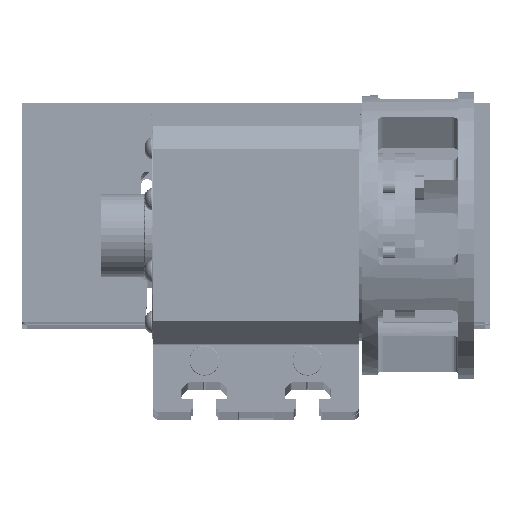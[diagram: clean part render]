
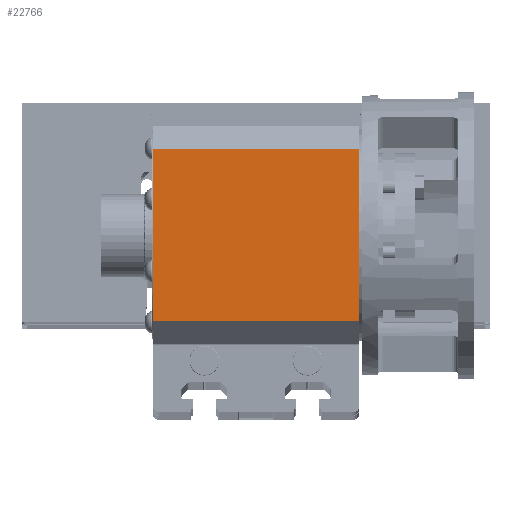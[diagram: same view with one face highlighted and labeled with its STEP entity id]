
A CAD part, top view. The second image highlights one B-rep face of the part: STEP entity #22766.
In plain terms, the highlighted face is planar.
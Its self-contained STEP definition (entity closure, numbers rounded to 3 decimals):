
#10733 = DIRECTION ( 'NONE',  ( 1., 0., 0. ) ) ;
#15000 = EDGE_CURVE ( 'NONE', #81350, #89671, #65782, .T. ) ;
#16860 = VECTOR ( 'NONE', #10733, 1000. ) ;
#21695 = ORIENTED_EDGE ( 'NONE', *, *, #158072, .F. ) ;
#22766 = ADVANCED_FACE ( 'NONE', ( #71567 ), #28248, .T. ) ;
#22803 = EDGE_CURVE ( 'NONE', #155862, #136000, #24700, .T. ) ;
#24700 = LINE ( 'NONE', #43528, #137184 ) ;
#26921 = VECTOR ( 'NONE', #132397, 1000. ) ;
#28248 = PLANE ( 'NONE',  #123051 ) ;
#43528 = CARTESIAN_POINT ( 'NONE',  ( 19.13, -155.138, -90. ) ) ;
#46768 = EDGE_LOOP ( 'NONE', ( #21695, #60750, #147563, #112953 ) ) ;
#50561 = CARTESIAN_POINT ( 'NONE',  ( 19.13, -155.138, 0. ) ) ;
#60750 = ORIENTED_EDGE ( 'NONE', *, *, #15000, .F. ) ;
#65782 = LINE ( 'NONE', #50561, #16860 ) ;
#65819 = DIRECTION ( 'NONE',  ( 0., 0., -1. ) ) ;
#69400 = CARTESIAN_POINT ( 'NONE',  ( -18.37, -155.138, 0. ) ) ;
#71567 = FACE_OUTER_BOUND ( 'NONE', #46768, .T. ) ;
#80994 = VECTOR ( 'NONE', #65819, 1000. ) ;
#81350 = VERTEX_POINT ( 'NONE', #69400 ) ;
#89671 = VERTEX_POINT ( 'NONE', #162787 ) ;
#94943 = DIRECTION ( 'NONE',  ( 0., -1., 0. ) ) ;
#108155 = DIRECTION ( 'NONE',  ( 1., 0., 0. ) ) ;
#112953 = ORIENTED_EDGE ( 'NONE', *, *, #22803, .T. ) ;
#118185 = CARTESIAN_POINT ( 'NONE',  ( 56.63, -155.138, 0. ) ) ;
#123051 = AXIS2_PLACEMENT_3D ( 'NONE', #133759, #94943, #108155 ) ;
#124816 = CARTESIAN_POINT ( 'NONE',  ( -18.37, -155.138, -90. ) ) ;
#129987 = LINE ( 'NONE', #156660, #80994 ) ;
#132397 = DIRECTION ( 'NONE',  ( 0., 0., -1. ) ) ;
#133759 = CARTESIAN_POINT ( 'NONE',  ( 66.63, -155.138, 0. ) ) ;
#134530 = EDGE_CURVE ( 'NONE', #81350, #155862, #129987, .T. ) ;
#134884 = DIRECTION ( 'NONE',  ( 1., 0., 0. ) ) ;
#136000 = VERTEX_POINT ( 'NONE', #157928 ) ;
#137184 = VECTOR ( 'NONE', #134884, 1000. ) ;
#147563 = ORIENTED_EDGE ( 'NONE', *, *, #134530, .T. ) ;
#155862 = VERTEX_POINT ( 'NONE', #124816 ) ;
#156660 = CARTESIAN_POINT ( 'NONE',  ( -18.37, -155.138, 0. ) ) ;
#157928 = CARTESIAN_POINT ( 'NONE',  ( 56.63, -155.138, -90. ) ) ;
#158072 = EDGE_CURVE ( 'NONE', #89671, #136000, #159546, .T. ) ;
#159546 = LINE ( 'NONE', #118185, #26921 ) ;
#162787 = CARTESIAN_POINT ( 'NONE',  ( 56.63, -155.138, 0. ) ) ;
